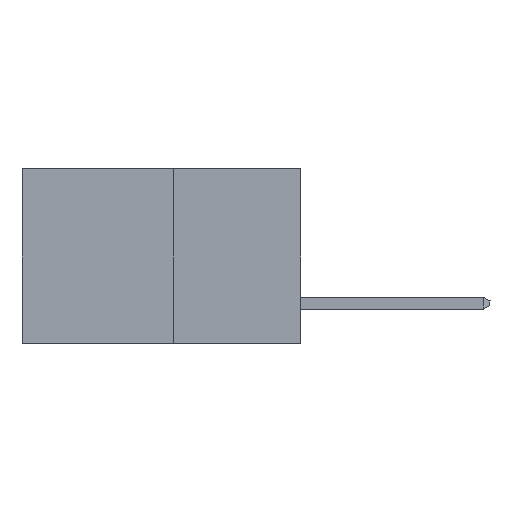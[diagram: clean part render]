
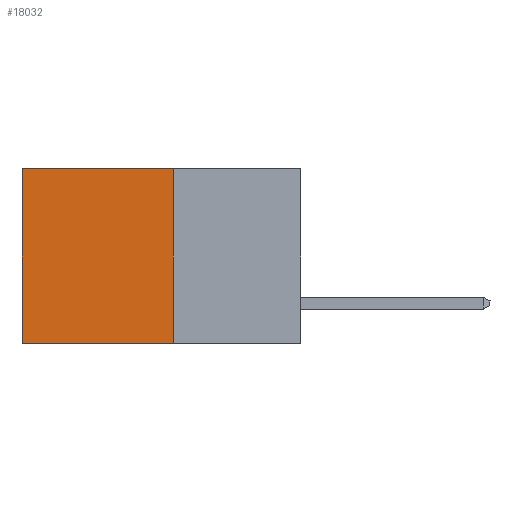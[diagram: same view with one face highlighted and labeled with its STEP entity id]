
A CAD part, left-side view. The second image highlights one B-rep face of the part: STEP entity #18032.
In plain terms, the highlighted planar face has unit normal (-1, 0, 0).
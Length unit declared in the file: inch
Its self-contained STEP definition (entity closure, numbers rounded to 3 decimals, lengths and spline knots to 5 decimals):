
#1208 = VECTOR ( 'NONE', #21103, 39.37008 ) ;
#1522 = EDGE_CURVE ( 'NONE', #23416, #6822, #17586, .T. ) ;
#1716 = PLANE ( 'NONE',  #21554 ) ;
#1858 = LINE ( 'NONE', #21247, #1208 ) ;
#2581 = DIRECTION ( 'NONE',  ( 0., 0., -1. ) ) ;
#4539 = ORIENTED_EDGE ( 'NONE', *, *, #26161, .F. ) ;
#5113 = LINE ( 'NONE', #17160, #20714 ) ;
#5291 = VERTEX_POINT ( 'NONE', #9860 ) ;
#5849 = DIRECTION ( 'NONE',  ( 1., 0., 0. ) ) ;
#5966 = ORIENTED_EDGE ( 'NONE', *, *, #6810, .F. ) ;
#6810 = EDGE_CURVE ( 'NONE', #5291, #20373, #1858, .T. ) ;
#6822 = VERTEX_POINT ( 'NONE', #20928 ) ;
#7019 = EDGE_LOOP ( 'NONE', ( #24839, #4539, #5966, #12464 ) ) ;
#7226 = EDGE_CURVE ( 'NONE', #5291, #23416, #22785, .T. ) ;
#9860 = CARTESIAN_POINT ( 'NONE',  ( 0.277, 0.27, 0. ) ) ;
#10296 = CARTESIAN_POINT ( 'NONE',  ( 0.277, 0.59, 0. ) ) ;
#12464 = ORIENTED_EDGE ( 'NONE', *, *, #7226, .T. ) ;
#13639 = CARTESIAN_POINT ( 'NONE',  ( 0.277, 0.27, 0. ) ) ;
#13645 = DIRECTION ( 'NONE',  ( 0., 1., 0. ) ) ;
#16013 = CARTESIAN_POINT ( 'NONE',  ( 0.277, 0.27, -0.37 ) ) ;
#16967 = VECTOR ( 'NONE', #2581, 39.37008 ) ;
#17160 = CARTESIAN_POINT ( 'NONE',  ( 0.277, 0.27, -0.37 ) ) ;
#17456 = VECTOR ( 'NONE', #13645, 39.37008 ) ;
#17586 = LINE ( 'NONE', #20287, #16967 ) ;
#18032 = ADVANCED_FACE ( 'NONE', ( #25636 ), #1716, .F. ) ;
#20058 = DIRECTION ( 'NONE',  ( 0., 0., -1. ) ) ;
#20287 = CARTESIAN_POINT ( 'NONE',  ( 0.277, 0.59, -0.37 ) ) ;
#20373 = VERTEX_POINT ( 'NONE', #24732 ) ;
#20714 = VECTOR ( 'NONE', #23169, 39.37008 ) ;
#20928 = CARTESIAN_POINT ( 'NONE',  ( 0.277, 0.59, -0.37 ) ) ;
#21103 = DIRECTION ( 'NONE',  ( 0., 0., -1. ) ) ;
#21247 = CARTESIAN_POINT ( 'NONE',  ( 0.277, 0.27, -0.37 ) ) ;
#21554 = AXIS2_PLACEMENT_3D ( 'NONE', #16013, #5849, #20058 ) ;
#22785 = LINE ( 'NONE', #13639, #17456 ) ;
#23169 = DIRECTION ( 'NONE',  ( 0., 1., 0. ) ) ;
#23416 = VERTEX_POINT ( 'NONE', #10296 ) ;
#24732 = CARTESIAN_POINT ( 'NONE',  ( 0.277, 0.27, -0.37 ) ) ;
#24839 = ORIENTED_EDGE ( 'NONE', *, *, #1522, .T. ) ;
#25636 = FACE_OUTER_BOUND ( 'NONE', #7019, .T. ) ;
#26161 = EDGE_CURVE ( 'NONE', #20373, #6822, #5113, .T. ) ;
